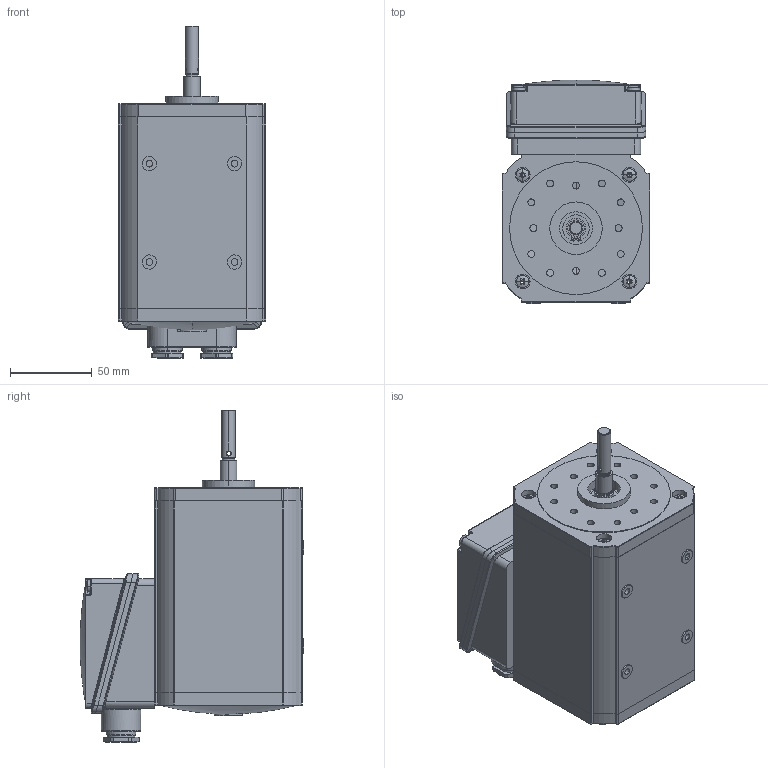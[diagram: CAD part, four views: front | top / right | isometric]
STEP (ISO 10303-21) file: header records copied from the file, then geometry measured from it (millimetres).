
FILE_DESCRIPTION (( 'STEP AP203' ), '1' );
FILE_NAME ('Motor IGK80-60.STEP', '2014-01-30T10:30:31', ( '' ), ( '' ), 'SwSTEP 2.0', 'SolidWorks 2012', '' );
FILE_SCHEMA (( 'CONFIG_CONTROL_DESIGN' ));
Length unit declared in the file: millimetre
Products named in the file (1): Motor IGK80-60
Bounding box: 90 x 136.5 x 202.55 mm (x, y, z)
Surface area: 100152.7 mm2 (no closed solid volume)
Topology: 0 solids, 29 shells, 769 faces, 2326 edges, 1508 vertices
Faces by surface type: plane 323, cylinder 284, sphere 48, torus 44, bspline 42, cone 28
Entity records: 30129 total; most frequent: CARTESIAN_POINT 9750, DIRECTION 4429, ORIENTED_EDGE 3857, EDGE_CURVE 2301, AXIS2_PLACEMENT_3D 1666, VERTEX_POINT 1508, LINE 1097, VECTOR 1097
